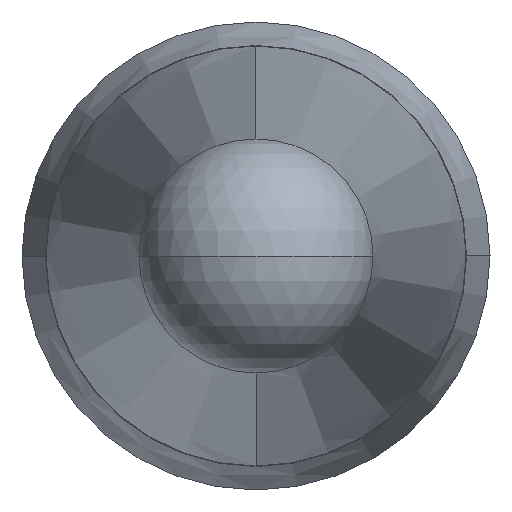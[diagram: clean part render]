
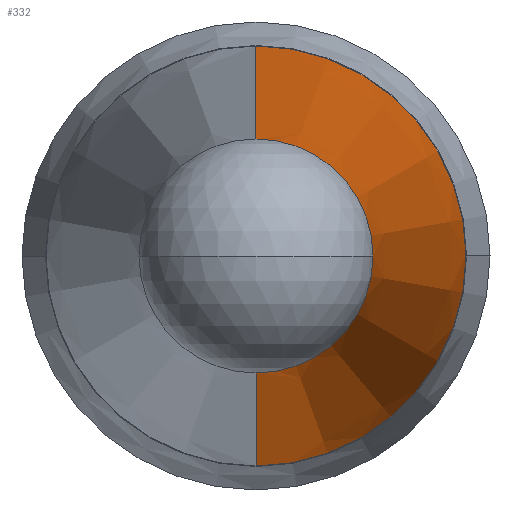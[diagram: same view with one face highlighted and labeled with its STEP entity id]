
A CAD part, front view. The second image highlights one B-rep face of the part: STEP entity #332.
In plain terms, the highlighted conical face has half-angle 5 degrees and reference radius 3.175 mm.
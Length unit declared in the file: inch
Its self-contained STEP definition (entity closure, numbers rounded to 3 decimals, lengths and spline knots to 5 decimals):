
#9 = VERTEX_POINT ( 'NONE', #309 ) ;
#12 = ORIENTED_EDGE ( 'NONE', *, *, #181, .F. ) ;
#38 = CARTESIAN_POINT ( 'NONE',  ( 0., 1.25, 0.22434 ) ) ;
#40 = DIRECTION ( 'NONE',  ( 0., -1., 0. ) ) ;
#63 = DIRECTION ( 'NONE',  ( 0., 0., -1. ) ) ;
#76 = DIRECTION ( 'NONE',  ( 0., 0.996, 0.087 ) ) ;
#81 = CARTESIAN_POINT ( 'NONE',  ( 0., 0.11454, -0.125 ) ) ;
#83 = AXIS2_PLACEMENT_3D ( 'NONE', #313, #188, #63 ) ;
#97 = DIRECTION ( 'NONE',  ( 0., 1., 0. ) ) ;
#104 = DIRECTION ( 'NONE',  ( 0., 0., -1. ) ) ;
#106 = AXIS2_PLACEMENT_3D ( 'NONE', #107, #40, #104 ) ;
#107 = CARTESIAN_POINT ( 'NONE',  ( 0., 1.25, 0. ) ) ;
#124 = VERTEX_POINT ( 'NONE', #506 ) ;
#140 = VECTOR ( 'NONE', #144, 39.37008 ) ;
#144 = DIRECTION ( 'NONE',  ( 0., 0.996, -0.087 ) ) ;
#146 = EDGE_CURVE ( 'NONE', #124, #396, #262, .T. ) ;
#148 = CARTESIAN_POINT ( 'NONE',  ( 0.125, 0.11454, 0. ) ) ;
#181 = EDGE_CURVE ( 'NONE', #9, #396, #279, .T. ) ;
#188 = DIRECTION ( 'NONE',  ( 0., -1., 0. ) ) ;
#201 = EDGE_LOOP ( 'NONE', ( #480, #405, #502, #12, #360 ) ) ;
#206 = CIRCLE ( 'NONE', #400, 0.125 ) ;
#207 = EDGE_CURVE ( 'NONE', #296, #124, #474, .T. ) ;
#216 = AXIS2_PLACEMENT_3D ( 'NONE', #219, #97, #342 ) ;
#219 = CARTESIAN_POINT ( 'NONE',  ( 0., 0.11454, 0. ) ) ;
#226 = EDGE_CURVE ( 'NONE', #354, #9, #386, .T. ) ;
#232 = VECTOR ( 'NONE', #76, 39.37008 ) ;
#237 = CONICAL_SURFACE ( 'NONE', #216, 0.125, 0.087 ) ;
#250 = CARTESIAN_POINT ( 'NONE',  ( 0., 0.11454, 0. ) ) ;
#262 = CIRCLE ( 'NONE', #106, 0.22434 ) ;
#279 = LINE ( 'NONE', #510, #232 ) ;
#296 = VERTEX_POINT ( 'NONE', #81 ) ;
#309 = CARTESIAN_POINT ( 'NONE',  ( 0., 0.11454, 0.125 ) ) ;
#313 = CARTESIAN_POINT ( 'NONE',  ( 0., 0.11454, 0. ) ) ;
#332 = ADVANCED_FACE ( 'NONE', ( #460 ), #237, .T. ) ;
#342 = DIRECTION ( 'NONE',  ( 0., 0., 1. ) ) ;
#352 = DIRECTION ( 'NONE',  ( 0., 0., -1. ) ) ;
#354 = VERTEX_POINT ( 'NONE', #148 ) ;
#360 = ORIENTED_EDGE ( 'NONE', *, *, #226, .F. ) ;
#386 = CIRCLE ( 'NONE', #83, 0.125 ) ;
#391 = EDGE_CURVE ( 'NONE', #296, #354, #206, .T. ) ;
#396 = VERTEX_POINT ( 'NONE', #38 ) ;
#400 = AXIS2_PLACEMENT_3D ( 'NONE', #250, #445, #352 ) ;
#405 = ORIENTED_EDGE ( 'NONE', *, *, #207, .T. ) ;
#445 = DIRECTION ( 'NONE',  ( 0., -1., 0. ) ) ;
#460 = FACE_OUTER_BOUND ( 'NONE', #201, .T. ) ;
#474 = LINE ( 'NONE', #501, #140 ) ;
#480 = ORIENTED_EDGE ( 'NONE', *, *, #391, .F. ) ;
#501 = CARTESIAN_POINT ( 'NONE',  ( 0., 0.11454, -0.125 ) ) ;
#502 = ORIENTED_EDGE ( 'NONE', *, *, #146, .T. ) ;
#506 = CARTESIAN_POINT ( 'NONE',  ( 0., 1.25, -0.22434 ) ) ;
#510 = CARTESIAN_POINT ( 'NONE',  ( 0., 0.11454, 0.125 ) ) ;
